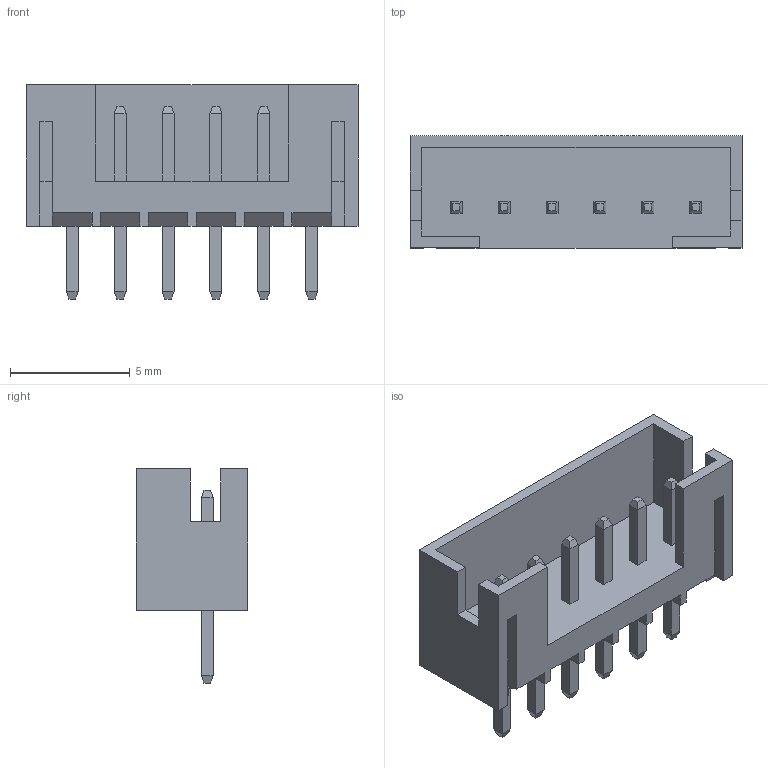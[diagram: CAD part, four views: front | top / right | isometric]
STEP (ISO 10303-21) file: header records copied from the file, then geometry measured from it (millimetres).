
FILE_DESCRIPTION(('FreeCAD Model'),'2;1');
FILE_NAME('JST - PH - 6Pin - 2.00mm.stp', '2020-10-14T23:11:39',('Author'),(''), 'Open CASCADE STEP processor 7.4','FreeCAD','Unknown');
FILE_SCHEMA(('AUTOMOTIVE_DESIGN { 1 0 10303 214 1 1 1 1 }'));
Length unit declared in the file: millimetre
Products named in the file (2): JST_-_PH_-_Thru_-_6Pin_-_2.00mm; Open CASCADE STEP translator 7.4 1.1
Assembly tree (1 placements, depth 2):
  JST_-_PH_-_Thru_-_6Pin_-_2.00mm
    Open CASCADE STEP translator 7.4 1.1
Bounding box: 13.86 x 4.67 x 8.94 mm (x, y, z)
Volume: 166.7 mm3; surface area: 491.4 mm2
Topology: 1 solids, 21 shells, 352 faces, 846 edges, 538 vertices
Faces by surface type: plane 313, bspline 39
Entity records: 24412 total; most frequent: CARTESIAN_POINT 8715, DIRECTION 2328, LINE 1698, VECTOR 1698, ORIENTED_EDGE 1692, PCURVE 1692, DEFINITIONAL_REPRESENTATION 1692, EDGE_CURVE 846
